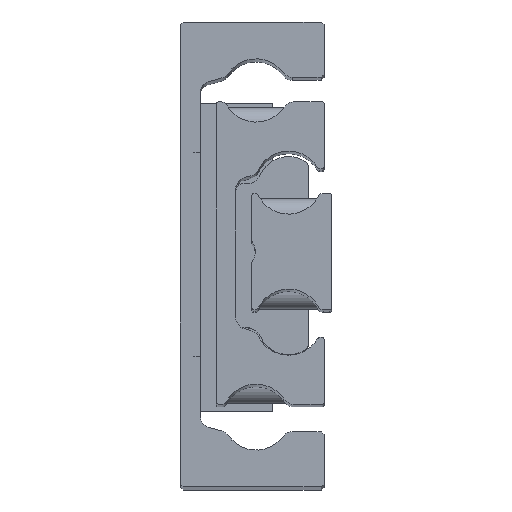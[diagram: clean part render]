
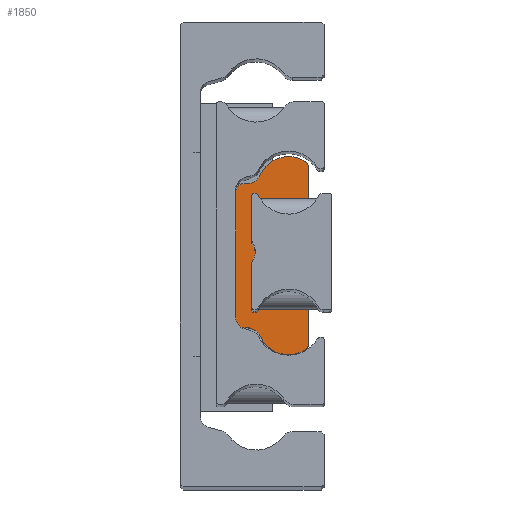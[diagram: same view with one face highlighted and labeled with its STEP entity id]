
A CAD part, top view. The second image highlights one B-rep face of the part: STEP entity #1850.
In plain terms, the highlighted planar face has unit normal (0, 0, 1).
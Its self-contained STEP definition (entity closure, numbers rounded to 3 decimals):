
#23 = DIRECTION ( 'NONE',  ( 0., 0., 1. ) ) ;
#42 = VERTEX_POINT ( 'NONE', #5245 ) ;
#59 = DIRECTION ( 'NONE',  ( -1., 0., 0. ) ) ;
#117 = AXIS2_PLACEMENT_3D ( 'NONE', #5642, #523, #3550 ) ;
#134 = CARTESIAN_POINT ( 'NONE',  ( 15.319, 0., 7.5 ) ) ;
#141 = CARTESIAN_POINT ( 'NONE',  ( 12.416, -10.826, 7.5 ) ) ;
#190 = DIRECTION ( 'NONE',  ( 0., 0., 1. ) ) ;
#224 = DIRECTION ( 'NONE',  ( -1., 0., 0. ) ) ;
#277 = AXIS2_PLACEMENT_3D ( 'NONE', #1765, #23, #59 ) ;
#340 = CIRCLE ( 'NONE', #5109, 1. ) ;
#466 = DIRECTION ( 'NONE',  ( 0., 0., 1. ) ) ;
#523 = DIRECTION ( 'NONE',  ( 0., 0., -1. ) ) ;
#788 = CARTESIAN_POINT ( 'NONE',  ( -17.051, -3.4, 7.5 ) ) ;
#1017 = VERTEX_POINT ( 'NONE', #1783 ) ;
#1028 = ORIENTED_EDGE ( 'NONE', *, *, #6906, .T. ) ;
#1082 = AXIS2_PLACEMENT_3D ( 'NONE', #3167, #1326, #3623 ) ;
#1106 = VERTEX_POINT ( 'NONE', #5441 ) ;
#1326 = DIRECTION ( 'NONE',  ( 0., 0., -1. ) ) ;
#1434 = CARTESIAN_POINT ( 'NONE',  ( 11.751, -3.4, 7.5 ) ) ;
#1493 = VERTEX_POINT ( 'NONE', #4671 ) ;
#1558 = VERTEX_POINT ( 'NONE', #5906 ) ;
#1584 = VERTEX_POINT ( 'NONE', #788 ) ;
#1597 = EDGE_CURVE ( 'NONE', #1017, #2523, #6666, .T. ) ;
#1607 = CIRCLE ( 'NONE', #277, 5.3 ) ;
#1762 = DIRECTION ( 'NONE',  ( 0., 0., 1. ) ) ;
#1765 = CARTESIAN_POINT ( 'NONE',  ( -11.751, -3.4, 7.5 ) ) ;
#1783 = CARTESIAN_POINT ( 'NONE',  ( -12.426, -11., 7.5 ) ) ;
#1799 = EDGE_CURVE ( 'NONE', #42, #1558, #340, .T. ) ;
#1850 = ADVANCED_FACE ( 'NONE', ( #2998 ), #4180, .T. ) ;
#1888 = CARTESIAN_POINT ( 'NONE',  ( 10.926, -12.5, 7.5 ) ) ;
#1946 = DIRECTION ( 'NONE',  ( -1., 0., 0. ) ) ;
#1957 = DIRECTION ( 'NONE',  ( 1., 0., 0. ) ) ;
#1985 = CARTESIAN_POINT ( 'NONE',  ( -13.89, -8.249, 7.5 ) ) ;
#2059 = ORIENTED_EDGE ( 'NONE', *, *, #6719, .T. ) ;
#2172 = VERTEX_POINT ( 'NONE', #2922 ) ;
#2281 = CIRCLE ( 'NONE', #6448, 5.3 ) ;
#2479 = CARTESIAN_POINT ( 'NONE',  ( 15.319, -1., 7.5 ) ) ;
#2501 = EDGE_CURVE ( 'NONE', #3037, #1493, #7038, .T. ) ;
#2519 = CARTESIAN_POINT ( 'NONE',  ( -10.926, -11., 7.5 ) ) ;
#2523 = VERTEX_POINT ( 'NONE', #6247 ) ;
#2579 = ORIENTED_EDGE ( 'NONE', *, *, #4248, .T. ) ;
#2607 = VERTEX_POINT ( 'NONE', #1888 ) ;
#2621 = EDGE_CURVE ( 'NONE', #1106, #42, #2281, .T. ) ;
#2631 = CARTESIAN_POINT ( 'NONE',  ( -12.416, -10.826, 7.5 ) ) ;
#2639 = EDGE_CURVE ( 'NONE', #4683, #2172, #3239, .T. ) ;
#2834 = ORIENTED_EDGE ( 'NONE', *, *, #5284, .T. ) ;
#2922 = CARTESIAN_POINT ( 'NONE',  ( -15.319, 0., 7.5 ) ) ;
#2998 = FACE_OUTER_BOUND ( 'NONE', #5870, .T. ) ;
#3026 = ORIENTED_EDGE ( 'NONE', *, *, #7083, .T. ) ;
#3037 = VERTEX_POINT ( 'NONE', #141 ) ;
#3091 = DIRECTION ( 'NONE',  ( -1., 0., 0. ) ) ;
#3147 = DIRECTION ( 'NONE',  ( -1., 0., 0. ) ) ;
#3167 = CARTESIAN_POINT ( 'NONE',  ( -15.319, -1., 7.5 ) ) ;
#3239 = CIRCLE ( 'NONE', #1082, 1. ) ;
#3259 = AXIS2_PLACEMENT_3D ( 'NONE', #7150, #4311, #3147 ) ;
#3327 = ORIENTED_EDGE ( 'NONE', *, *, #2639, .F. ) ;
#3341 = DIRECTION ( 'NONE',  ( -1., 0., 0. ) ) ;
#3402 = CARTESIAN_POINT ( 'NONE',  ( 14.899, -10.536, 7.5 ) ) ;
#3441 = DIRECTION ( 'NONE',  ( -1., 0., 0. ) ) ;
#3452 = DIRECTION ( 'NONE',  ( -1., 0., 0. ) ) ;
#3463 = EDGE_CURVE ( 'NONE', #4683, #1584, #5615, .T. ) ;
#3550 = DIRECTION ( 'NONE',  ( -1., 0., 0. ) ) ;
#3623 = DIRECTION ( 'NONE',  ( -1., 0., 0. ) ) ;
#3670 = DIRECTION ( 'NONE',  ( 1., 0., 0. ) ) ;
#3907 = ORIENTED_EDGE ( 'NONE', *, *, #1597, .T. ) ;
#4180 = PLANE ( 'NONE',  #4279 ) ;
#4219 = VECTOR ( 'NONE', #1957, 1000. ) ;
#4248 = EDGE_CURVE ( 'NONE', #2607, #3037, #4677, .T. ) ;
#4264 = ORIENTED_EDGE ( 'NONE', *, *, #2621, .T. ) ;
#4279 = AXIS2_PLACEMENT_3D ( 'NONE', #2479, #6336, #3670 ) ;
#4311 = DIRECTION ( 'NONE',  ( 0., 0., 1. ) ) ;
#4324 = LINE ( 'NONE', #5465, #4219 ) ;
#4339 = DIRECTION ( 'NONE',  ( 0., 0., -1. ) ) ;
#4420 = CIRCLE ( 'NONE', #5613, 1.5 ) ;
#4547 = VECTOR ( 'NONE', #4695, 1000. ) ;
#4553 = VERTEX_POINT ( 'NONE', #1985 ) ;
#4606 = EDGE_CURVE ( 'NONE', #5598, #1017, #4420, .T. ) ;
#4671 = CARTESIAN_POINT ( 'NONE',  ( 12.399, -10.536, 7.5 ) ) ;
#4677 = CIRCLE ( 'NONE', #6707, 1.5 ) ;
#4683 = VERTEX_POINT ( 'NONE', #5575 ) ;
#4695 = DIRECTION ( 'NONE',  ( -1., 0., 0. ) ) ;
#4717 = ORIENTED_EDGE ( 'NONE', *, *, #3463, .T. ) ;
#4922 = CIRCLE ( 'NONE', #7320, 2.5 ) ;
#4930 = DIRECTION ( 'NONE',  ( -1., 0., 0. ) ) ;
#4961 = ORIENTED_EDGE ( 'NONE', *, *, #2501, .T. ) ;
#5109 = AXIS2_PLACEMENT_3D ( 'NONE', #6868, #1762, #3452 ) ;
#5245 = CARTESIAN_POINT ( 'NONE',  ( 16.149, -0.442, 7.5 ) ) ;
#5284 = EDGE_CURVE ( 'NONE', #1558, #2172, #6455, .T. ) ;
#5441 = CARTESIAN_POINT ( 'NONE',  ( 13.89, -8.249, 7.5 ) ) ;
#5445 = CARTESIAN_POINT ( 'NONE',  ( -14.899, -10.536, 7.5 ) ) ;
#5465 = CARTESIAN_POINT ( 'NONE',  ( 15.319, -12.5, 7.5 ) ) ;
#5507 = CARTESIAN_POINT ( 'NONE',  ( 10.926, -11., 7.5 ) ) ;
#5575 = CARTESIAN_POINT ( 'NONE',  ( -16.149, -0.442, 7.5 ) ) ;
#5598 = VERTEX_POINT ( 'NONE', #2631 ) ;
#5613 = AXIS2_PLACEMENT_3D ( 'NONE', #2519, #7045, #1946 ) ;
#5615 = CIRCLE ( 'NONE', #3259, 5.3 ) ;
#5642 = CARTESIAN_POINT ( 'NONE',  ( 14.899, -10.536, 7.5 ) ) ;
#5648 = DIRECTION ( 'NONE',  ( 0., 0., -1. ) ) ;
#5870 = EDGE_LOOP ( 'NONE', ( #4961, #2059, #4264, #6211, #2834, #3327, #4717, #1028, #3026, #7234, #3907, #6889, #2579 ) ) ;
#5890 = CIRCLE ( 'NONE', #7317, 2.5 ) ;
#5906 = CARTESIAN_POINT ( 'NONE',  ( 15.319, 0., 7.5 ) ) ;
#5973 = CARTESIAN_POINT ( 'NONE',  ( -10.926, -11., 7.5 ) ) ;
#6211 = ORIENTED_EDGE ( 'NONE', *, *, #1799, .T. ) ;
#6247 = CARTESIAN_POINT ( 'NONE',  ( -10.926, -12.5, 7.5 ) ) ;
#6291 = EDGE_CURVE ( 'NONE', #2523, #2607, #4324, .T. ) ;
#6305 = AXIS2_PLACEMENT_3D ( 'NONE', #5973, #7126, #3091 ) ;
#6336 = DIRECTION ( 'NONE',  ( 0., 0., 1. ) ) ;
#6448 = AXIS2_PLACEMENT_3D ( 'NONE', #1434, #190, #224 ) ;
#6455 = LINE ( 'NONE', #134, #4547 ) ;
#6666 = CIRCLE ( 'NONE', #6305, 1.5 ) ;
#6707 = AXIS2_PLACEMENT_3D ( 'NONE', #5507, #466, #3341 ) ;
#6719 = EDGE_CURVE ( 'NONE', #1493, #1106, #5890, .T. ) ;
#6868 = CARTESIAN_POINT ( 'NONE',  ( 15.319, -1., 7.5 ) ) ;
#6889 = ORIENTED_EDGE ( 'NONE', *, *, #6291, .T. ) ;
#6906 = EDGE_CURVE ( 'NONE', #1584, #4553, #1607, .T. ) ;
#7038 = CIRCLE ( 'NONE', #117, 2.5 ) ;
#7045 = DIRECTION ( 'NONE',  ( 0., 0., 1. ) ) ;
#7083 = EDGE_CURVE ( 'NONE', #4553, #5598, #4922, .T. ) ;
#7126 = DIRECTION ( 'NONE',  ( 0., 0., 1. ) ) ;
#7150 = CARTESIAN_POINT ( 'NONE',  ( -11.751, -3.4, 7.5 ) ) ;
#7234 = ORIENTED_EDGE ( 'NONE', *, *, #4606, .T. ) ;
#7317 = AXIS2_PLACEMENT_3D ( 'NONE', #3402, #5648, #3441 ) ;
#7320 = AXIS2_PLACEMENT_3D ( 'NONE', #5445, #4339, #4930 ) ;
